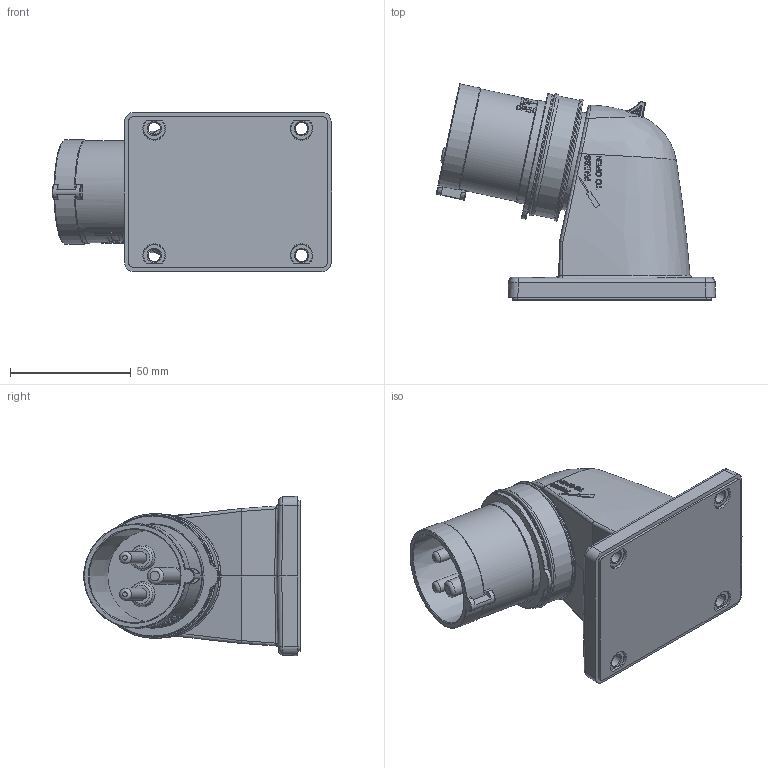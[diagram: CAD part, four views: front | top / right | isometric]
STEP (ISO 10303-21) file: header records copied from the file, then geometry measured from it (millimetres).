
FILE_DESCRIPTION (( 'STEP AP203' ), '1' );
FILE_NAME ('77713-6.STEP', '2017-12-20T12:51:07', ( '' ), ( '' ), 'SwSTEP 2.0', 'SolidWorks 2016', '' );
FILE_SCHEMA (( 'CONFIG_CONTROL_DESIGN' ));
Length unit declared in the file: millimetre
Products named in the file (1): 77713-6
Bounding box: 115.73 x 89.45 x 66 mm (x, y, z)
Volume: 230708.2 mm3; surface area: 39949.7 mm2
Topology: 1 solids, 1 shells, 602 faces, 1525 edges, 978 vertices
Faces by surface type: plane 266, bspline 195, cylinder 78, torus 33, cone 22, sphere 8
Full cylindrical faces by diameter (mm): 5 x2, 7 x1, 41.14 x1, 42.564 x1, 43.2 x1, 49.2 x1, 50.2 x1, 51.5 x1
Entity records: 26391 total; most frequent: CARTESIAN_POINT 13835, ORIENTED_EDGE 2928, DIRECTION 1912, EDGE_CURVE 1464, VERTEX_POINT 963, EDGE_LOOP 707, AXIS2_PLACEMENT_3D 675, FACE_OUTER_BOUND 627
